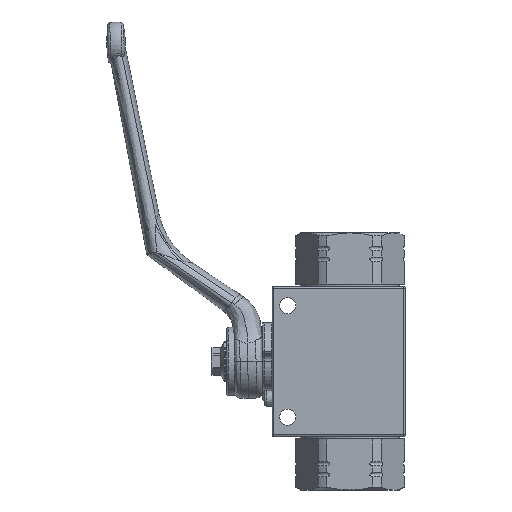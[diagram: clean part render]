
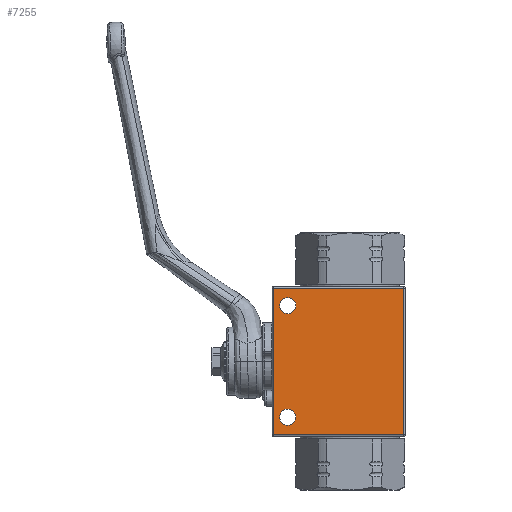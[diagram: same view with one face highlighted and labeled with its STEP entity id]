
A CAD part, left-side view. The second image highlights one B-rep face of the part: STEP entity #7255.
In plain terms, the highlighted planar face has unit normal (-1, 0, 0).
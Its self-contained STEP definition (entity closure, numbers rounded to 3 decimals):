
#418=FACE_BOUND('',#1996,.T.);
#419=FACE_BOUND('',#1997,.T.);
#466=PLANE('',#7900);
#659=LINE('',#11443,#1017);
#665=LINE('',#11480,#1023);
#677=LINE('',#11512,#1035);
#679=LINE('',#11515,#1037);
#1017=VECTOR('',#9114,10.);
#1023=VECTOR('',#9158,10.);
#1035=VECTOR('',#9198,10.);
#1037=VECTOR('',#9202,10.);
#1582=FACE_OUTER_BOUND('',#1995,.T.);
#1995=EDGE_LOOP('',(#5257,#5258,#5259,#5260));
#1996=EDGE_LOOP('',(#5261));
#1997=EDGE_LOOP('',(#5262));
#2450=CIRCLE('',#7847,2.625);
#2453=CIRCLE('',#7851,2.625);
#2935=VERTEX_POINT('',#11416);
#2938=VERTEX_POINT('',#11424);
#2939=VERTEX_POINT('',#11428);
#2944=VERTEX_POINT('',#11438);
#2950=VERTEX_POINT('',#11455);
#2954=VERTEX_POINT('',#11472);
#3753=EDGE_CURVE('',#2935,#2935,#2450,.T.);
#3757=EDGE_CURVE('',#2938,#2938,#2453,.T.);
#3765=EDGE_CURVE('',#2939,#2944,#659,.T.);
#3783=EDGE_CURVE('',#2954,#2950,#665,.T.);
#3801=EDGE_CURVE('',#2944,#2954,#677,.T.);
#3803=EDGE_CURVE('',#2950,#2939,#679,.T.);
#5257=ORIENTED_EDGE('',*,*,#3783,.F.);
#5258=ORIENTED_EDGE('',*,*,#3801,.F.);
#5259=ORIENTED_EDGE('',*,*,#3765,.F.);
#5260=ORIENTED_EDGE('',*,*,#3803,.F.);
#5261=ORIENTED_EDGE('',*,*,#3753,.T.);
#5262=ORIENTED_EDGE('',*,*,#3757,.T.);
#7255=ADVANCED_FACE('',(#1582,#418,#419),#466,.T.);
#7847=AXIS2_PLACEMENT_3D('',#11418,#9084,#9085);
#7851=AXIS2_PLACEMENT_3D('',#11426,#9093,#9094);
#7900=AXIS2_PLACEMENT_3D('',#11525,#9215,#9216);
#9084=DIRECTION('center_axis',(1.,0.,0.));
#9085=DIRECTION('ref_axis',(0.,0.,-1.));
#9093=DIRECTION('center_axis',(1.,0.,0.));
#9094=DIRECTION('ref_axis',(0.,0.,-1.));
#9114=DIRECTION('',(0.,0.,-1.));
#9158=DIRECTION('',(0.,0.,1.));
#9198=DIRECTION('',(0.,1.,0.));
#9202=DIRECTION('',(0.,-1.,0.));
#9215=DIRECTION('center_axis',(-1.,0.,0.));
#9216=DIRECTION('ref_axis',(0.,-1.,0.));
#11416=CARTESIAN_POINT('',(-19.06,18.96,20.625));
#11418=CARTESIAN_POINT('Origin',(-19.06,18.96,18.));
#11424=CARTESIAN_POINT('',(-19.06,18.96,-15.375));
#11426=CARTESIAN_POINT('Origin',(-19.06,18.96,-18.));
#11428=CARTESIAN_POINT('',(-19.06,-18.54,23.7));
#11438=CARTESIAN_POINT('',(-19.06,-18.54,-23.7));
#11443=CARTESIAN_POINT('',(-19.06,-18.54,0.));
#11455=CARTESIAN_POINT('',(-19.06,23.46,23.7));
#11472=CARTESIAN_POINT('',(-19.06,23.46,-23.7));
#11480=CARTESIAN_POINT('',(-19.06,23.46,0.));
#11512=CARTESIAN_POINT('',(-19.06,13.21,-23.7));
#11515=CARTESIAN_POINT('',(-19.06,13.21,23.7));
#11525=CARTESIAN_POINT('Origin',(-19.06,23.96,0.));
